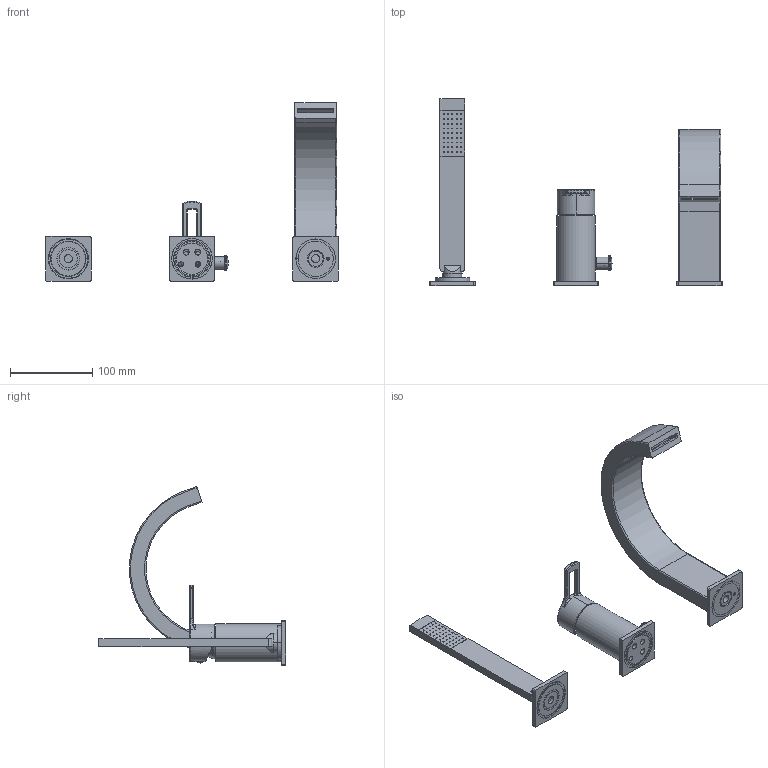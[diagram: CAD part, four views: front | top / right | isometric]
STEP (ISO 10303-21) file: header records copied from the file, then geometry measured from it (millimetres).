
FILE_DESCRIPTION((''),'2;1');
FILE_NAME('RIN040LCR','2021-04-28T16:59:59',('ut3'),('PAFFONI SpA'),'CREO PARAMETRIC BY PTC INC, 2020044','CREO PARAMETRIC BY PTC INC, 2020044','');
FILE_SCHEMA(('CONFIG_CONTROL_DESIGN','SHAPE_APPEARANCE_LAYERS_GROUPS'));
Products named in the file (1): RIN040LCR
Bounding box: 355 x 227.89 x 216.96 mm (x, y, z)
Volume: 407656.4 mm3; surface area: 196107.1 mm2
Topology: 6 solids, 6 shells, 1673 faces, 4420 edges, 2805 vertices
Faces by surface type: plane 953, cylinder 417, torus 144, cone 95, bspline 34, sphere 30
Entity records: 73811 total; most frequent: CARTESIAN_POINT 20279, ORIENTED_EDGE 8800, DIRECTION 8490, EDGE_CURVE 4400, AXIS2_PLACEMENT_3D 2959, VERTEX_POINT 2803, VECTOR 2572, LINE 2572
